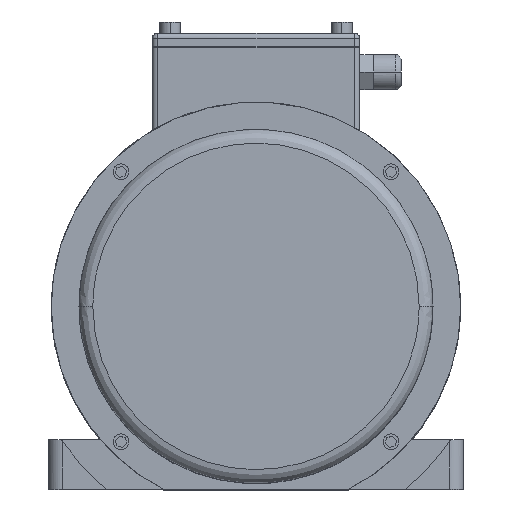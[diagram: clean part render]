
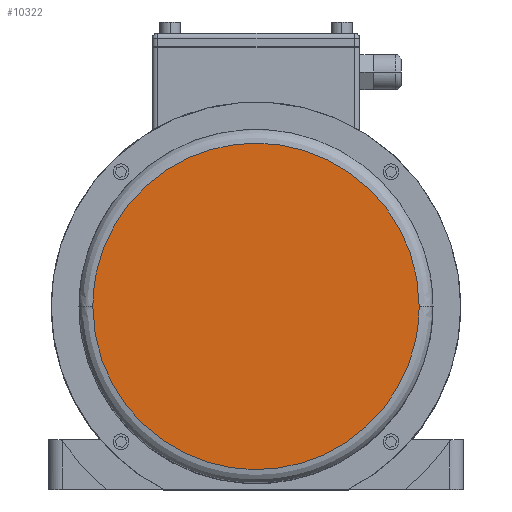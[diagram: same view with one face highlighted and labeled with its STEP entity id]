
A CAD part, top view. The second image highlights one B-rep face of the part: STEP entity #10322.
In plain terms, the highlighted free-form (B-spline) face has degree [1, 1] with [2, 2] control points.
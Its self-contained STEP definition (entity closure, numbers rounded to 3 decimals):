
#2830 = VERTEX_POINT('',#2831);
#2831 = CARTESIAN_POINT('',(-55.312,0.,
    276.561));
#2837 = EDGE_CURVE('',#2838,#2830,#2840,.T.);
#2838 = VERTEX_POINT('',#2839);
#2839 = CARTESIAN_POINT('',(55.312,0.,276.561));
#2840 = ( BOUNDED_CURVE() B_SPLINE_CURVE(2,(#2841,#2842,#2843,#2844,
#2845),.UNSPECIFIED.,.F.,.F.) B_SPLINE_CURVE_WITH_KNOTS((3,2,3),(0.,
1.571,3.142),.PIECEWISE_BEZIER_KNOTS.) CURVE() 
GEOMETRIC_REPRESENTATION_ITEM() RATIONAL_B_SPLINE_CURVE((1.,
0.707,1.,0.707,1.)) REPRESENTATION_ITEM('') );
#2841 = CARTESIAN_POINT('',(55.312,0.,276.561));
#2842 = CARTESIAN_POINT('',(55.312,55.312,
    276.561));
#2843 = CARTESIAN_POINT('',(0.,55.312,
    276.561));
#2844 = CARTESIAN_POINT('',(-55.312,55.312,
    276.561));
#2845 = CARTESIAN_POINT('',(-55.312,0.,
    276.561));
#10322 = ADVANCED_FACE('',(#10323),#10334,.T.);
#10323 = FACE_BOUND('',#10324,.T.);
#10324 = EDGE_LOOP('',(#10325,#10326));
#10325 = ORIENTED_EDGE('',*,*,#2837,.T.);
#10326 = ORIENTED_EDGE('',*,*,#10327,.T.);
#10327 = EDGE_CURVE('',#2830,#2838,#10328,.T.);
#10328 = ( BOUNDED_CURVE() B_SPLINE_CURVE(2,(#10329,#10330,#10331,#10332
,#10333),.UNSPECIFIED.,.F.,.F.) B_SPLINE_CURVE_WITH_KNOTS((3,2,3),(
    3.142,4.712,6.283),
.PIECEWISE_BEZIER_KNOTS.) CURVE() GEOMETRIC_REPRESENTATION_ITEM() 
RATIONAL_B_SPLINE_CURVE((1.,0.707,1.,0.707,1.)) 
REPRESENTATION_ITEM('') );
#10329 = CARTESIAN_POINT('',(-55.312,0.,
    276.561));
#10330 = CARTESIAN_POINT('',(-55.312,-55.312,
    276.561));
#10331 = CARTESIAN_POINT('',(0.,-55.312,
    276.561));
#10332 = CARTESIAN_POINT('',(55.312,-55.312,
    276.561));
#10333 = CARTESIAN_POINT('',(55.312,0.,
    276.561));
#10334 = B_SPLINE_SURFACE_WITH_KNOTS('',1,1,(
    (#10335,#10336)
    ,(#10337,#10338
    )),.UNSPECIFIED.,.F.,.F.,.F.,(2,2),(2,2),(-59.,59.),(-59.,59.),
  .PIECEWISE_BEZIER_KNOTS.);
#10335 = CARTESIAN_POINT('',(-55.312,-55.312,
    276.561));
#10336 = CARTESIAN_POINT('',(-55.312,55.312,
    276.561));
#10337 = CARTESIAN_POINT('',(55.312,-55.312,
    276.561));
#10338 = CARTESIAN_POINT('',(55.312,55.312,
    276.561));
